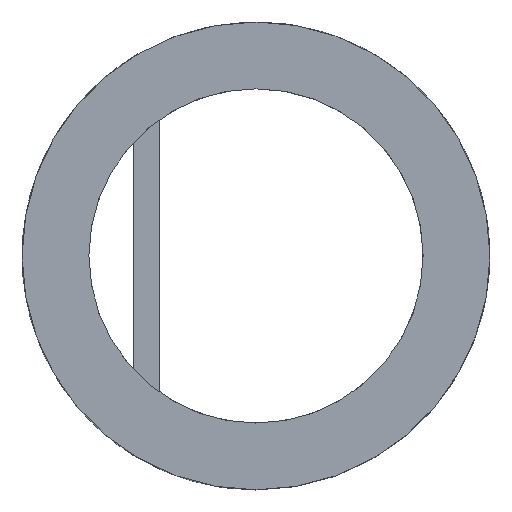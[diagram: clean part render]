
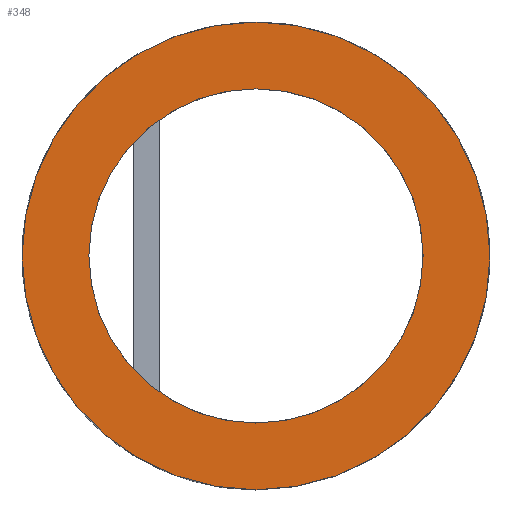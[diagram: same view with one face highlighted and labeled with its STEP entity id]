
A CAD part, top view. The second image highlights one B-rep face of the part: STEP entity #348.
In plain terms, the highlighted planar face has unit normal (0, 0, 1).
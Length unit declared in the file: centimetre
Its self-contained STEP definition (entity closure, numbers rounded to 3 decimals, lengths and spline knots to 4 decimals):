
#109=CIRCLE('',#365,3.15);
#110=CIRCLE('',#367,2.25);
#118=PLANE('',#368);
#185=VERTEX_POINT('',#604);
#186=VERTEX_POINT('',#607);
#225=EDGE_CURVE('',#185,#185,#109,.T.);
#226=EDGE_CURVE('',#186,#186,#110,.T.);
#297=ORIENTED_EDGE('',*,*,#226,.F.);
#298=ORIENTED_EDGE('',*,*,#225,.F.);
#315=EDGE_LOOP('',(#297));
#316=EDGE_LOOP('',(#298));
#333=FACE_BOUND('',#315,.T.);
#334=FACE_BOUND('',#316,.T.);
#348=ADVANCED_FACE('',(#333,#334),#118,.T.);
#365=AXIS2_PLACEMENT_3D('',#603,#416,#417);
#367=AXIS2_PLACEMENT_3D('',#606,#420,#421);
#368=AXIS2_PLACEMENT_3D('',#608,#422,$);
#416=DIRECTION('',(0.,0.,-1.));
#417=DIRECTION('',(3.15,0.,0.));
#420=DIRECTION('',(0.,0.,1.));
#421=DIRECTION('',(2.25,0.,0.));
#422=DIRECTION('',(0.,0.,1.));
#603=CARTESIAN_POINT('',(6.03,-0.99,6.0225));
#604=CARTESIAN_POINT('',(6.03,-4.14,6.0225));
#606=CARTESIAN_POINT('',(6.03,-0.99,6.0225));
#607=CARTESIAN_POINT('',(6.03,1.26,6.0225));
#608=CARTESIAN_POINT('',(6.03,-0.99,6.0225));
